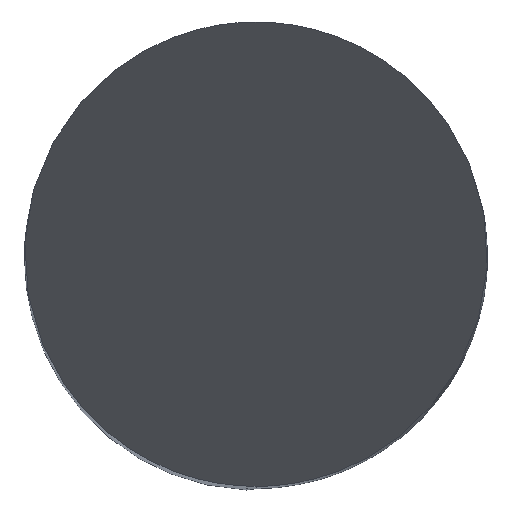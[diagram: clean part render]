
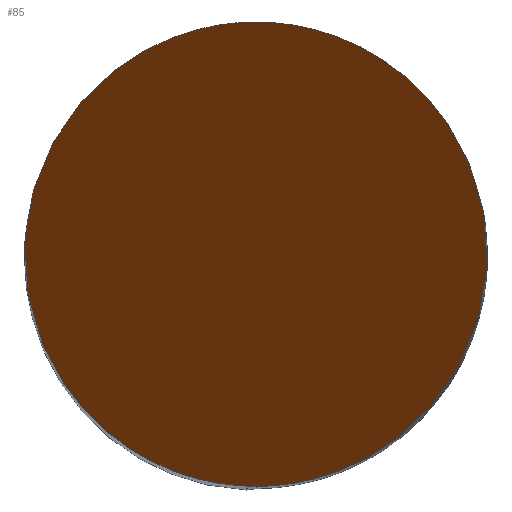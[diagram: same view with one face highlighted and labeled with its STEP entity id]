
A CAD part, top view. The second image highlights one B-rep face of the part: STEP entity #85.
In plain terms, the highlighted planar face has unit normal (0, -0.866, 0.5).
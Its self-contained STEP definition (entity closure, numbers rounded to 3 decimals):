
#53=PLANE('',#639);
#85=ADVANCED_FACE('',(#119),#53,.F.);
#119=FACE_OUTER_BOUND('',#151,.T.);
#151=EDGE_LOOP('',(#321,#322));
#321=ORIENTED_EDGE('',*,*,#485,.F.);
#322=ORIENTED_EDGE('',*,*,#501,.F.);
#428=VERTEX_POINT('',#917);
#429=VERTEX_POINT('',#918);
#485=EDGE_CURVE('',#428,#429,#574,.T.);
#501=EDGE_CURVE('',#429,#428,#578,.T.);
#574=(
BOUNDED_CURVE()
B_SPLINE_CURVE(3,(#913,#914,#915,#916),.UNSPECIFIED.,.F.,.F.)
B_SPLINE_CURVE_WITH_KNOTS((4,4),(0.,1.),.UNSPECIFIED.)
CURVE()
GEOMETRIC_REPRESENTATION_ITEM()
RATIONAL_B_SPLINE_CURVE((1.,0.333,0.333,1.))
REPRESENTATION_ITEM('')
);
#578=(
BOUNDED_CURVE()
B_SPLINE_CURVE(3,(#969,#970,#971,#972),.UNSPECIFIED.,.F.,.F.)
B_SPLINE_CURVE_WITH_KNOTS((4,4),(0.,1.),.UNSPECIFIED.)
CURVE()
GEOMETRIC_REPRESENTATION_ITEM()
RATIONAL_B_SPLINE_CURVE((1.,0.333,0.333,1.))
REPRESENTATION_ITEM('')
);
#639=AXIS2_PLACEMENT_3D('',#1029,#725,#726);
#725=DIRECTION('',(0.,0.866,-0.5));
#726=DIRECTION('',(0.,-0.5,-0.866));
#913=CARTESIAN_POINT('',(0.,-3.,-5.196));
#914=CARTESIAN_POINT('',(-6.,-3.,-5.196));
#915=CARTESIAN_POINT('',(-6.,3.,5.196));
#916=CARTESIAN_POINT('',(0.,3.,5.196));
#917=CARTESIAN_POINT('',(0.,-3.,-5.196));
#918=CARTESIAN_POINT('',(0.,3.,5.196));
#969=CARTESIAN_POINT('',(0.,3.,5.196));
#970=CARTESIAN_POINT('',(6.,3.,5.196));
#971=CARTESIAN_POINT('',(6.,-3.,-5.196));
#972=CARTESIAN_POINT('',(0.,-3.,-5.196));
#1029=CARTESIAN_POINT('',(3.25,-3.,-5.196));
